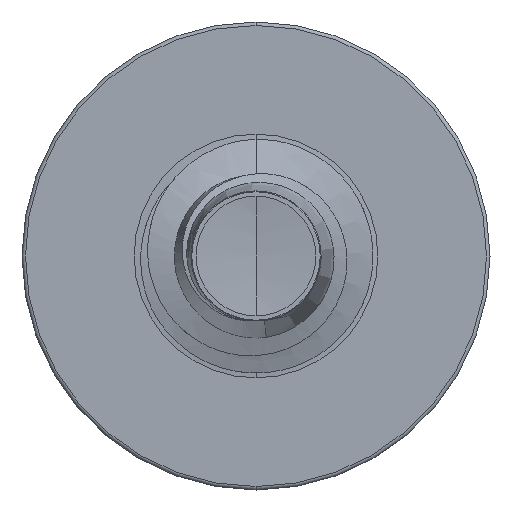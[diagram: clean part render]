
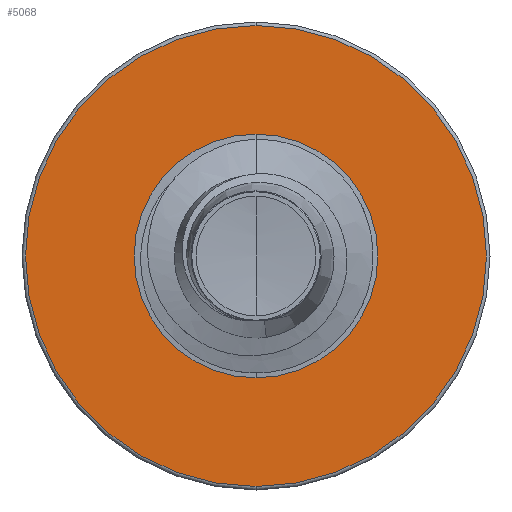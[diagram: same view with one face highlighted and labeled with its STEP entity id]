
A CAD part, front view. The second image highlights one B-rep face of the part: STEP entity #5068.
In plain terms, the highlighted planar face has unit normal (0, -1, 0).
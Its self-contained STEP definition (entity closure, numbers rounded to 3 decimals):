
#33 = CIRCLE ( 'NONE', #5468, 2.955 ) ;
#391 = CIRCLE ( 'NONE', #4434, 1.562 ) ;
#568 = VERTEX_POINT ( 'NONE', #1121 ) ;
#682 = CARTESIAN_POINT ( 'NONE',  ( 0., 2.5, 1.562 ) ) ;
#750 = CARTESIAN_POINT ( 'NONE',  ( 0., 2.5, 0. ) ) ;
#1121 = CARTESIAN_POINT ( 'NONE',  ( 0., 2.5, -1.562 ) ) ;
#1174 = FACE_OUTER_BOUND ( 'NONE', #3270, .T. ) ;
#1391 = DIRECTION ( 'NONE',  ( 0., 0., 1. ) ) ;
#1663 = CARTESIAN_POINT ( 'NONE',  ( 0., 2.5, 0. ) ) ;
#1802 = AXIS2_PLACEMENT_3D ( 'NONE', #3561, #2447, #6277 ) ;
#1809 = PLANE ( 'NONE',  #1802 ) ;
#2173 = AXIS2_PLACEMENT_3D ( 'NONE', #750, #4854, #1391 ) ;
#2232 = CARTESIAN_POINT ( 'NONE',  ( 0., 2.5, -2.955 ) ) ;
#2291 = DIRECTION ( 'NONE',  ( 0., 0., 1. ) ) ;
#2447 = DIRECTION ( 'NONE',  ( 0., 1., 0. ) ) ;
#2488 = AXIS2_PLACEMENT_3D ( 'NONE', #3360, #7029, #3912 ) ;
#2963 = CARTESIAN_POINT ( 'NONE',  ( 0., 2.5, 0. ) ) ;
#3270 = EDGE_LOOP ( 'NONE', ( #4362, #4239 ) ) ;
#3337 = CIRCLE ( 'NONE', #2173, 1.562 ) ;
#3360 = CARTESIAN_POINT ( 'NONE',  ( 0., 2.5, 0. ) ) ;
#3518 = DIRECTION ( 'NONE',  ( 0., 0., 1. ) ) ;
#3561 = CARTESIAN_POINT ( 'NONE',  ( 0., 2.5, -1.562 ) ) ;
#3912 = DIRECTION ( 'NONE',  ( 0., 0., 1. ) ) ;
#4100 = VERTEX_POINT ( 'NONE', #2232 ) ;
#4172 = VERTEX_POINT ( 'NONE', #6612 ) ;
#4239 = ORIENTED_EDGE ( 'NONE', *, *, #5902, .F. ) ;
#4362 = ORIENTED_EDGE ( 'NONE', *, *, #4404, .F. ) ;
#4404 = EDGE_CURVE ( 'NONE', #4172, #4100, #33, .T. ) ;
#4434 = AXIS2_PLACEMENT_3D ( 'NONE', #1663, #5608, #2291 ) ;
#4562 = ORIENTED_EDGE ( 'NONE', *, *, #7064, .T. ) ;
#4565 = VERTEX_POINT ( 'NONE', #682 ) ;
#4602 = CIRCLE ( 'NONE', #2488, 2.955 ) ;
#4854 = DIRECTION ( 'NONE',  ( 0., 1., 0. ) ) ;
#5068 = ADVANCED_FACE ( 'NONE', ( #1174, #7167 ), #1809, .F. ) ;
#5468 = AXIS2_PLACEMENT_3D ( 'NONE', #2963, #6696, #3518 ) ;
#5608 = DIRECTION ( 'NONE',  ( 0., 1., 0. ) ) ;
#5902 = EDGE_CURVE ( 'NONE', #4100, #4172, #4602, .T. ) ;
#5935 = EDGE_LOOP ( 'NONE', ( #6699, #4562 ) ) ;
#6277 = DIRECTION ( 'NONE',  ( 0., 0., 1. ) ) ;
#6612 = CARTESIAN_POINT ( 'NONE',  ( 0., 2.5, 2.955 ) ) ;
#6696 = DIRECTION ( 'NONE',  ( 0., 1., 0. ) ) ;
#6699 = ORIENTED_EDGE ( 'NONE', *, *, #7255, .T. ) ;
#7029 = DIRECTION ( 'NONE',  ( 0., 1., 0. ) ) ;
#7064 = EDGE_CURVE ( 'NONE', #568, #4565, #3337, .T. ) ;
#7167 = FACE_BOUND ( 'NONE', #5935, .T. ) ;
#7255 = EDGE_CURVE ( 'NONE', #4565, #568, #391, .T. ) ;
